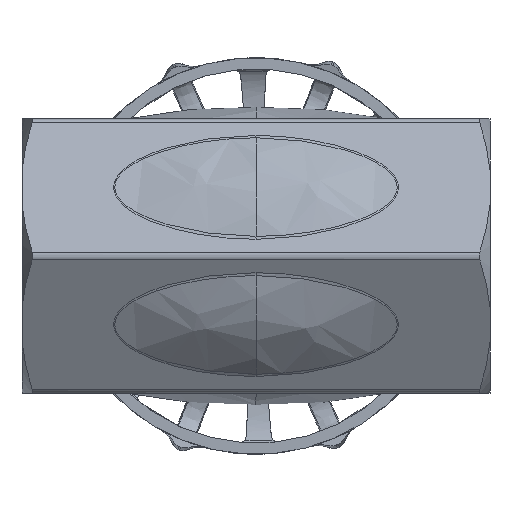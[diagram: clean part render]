
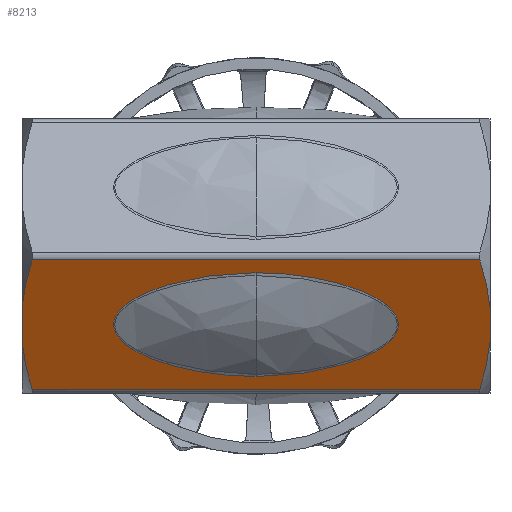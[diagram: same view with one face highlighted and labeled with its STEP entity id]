
A CAD part, front view. The second image highlights one B-rep face of the part: STEP entity #8213.
In plain terms, the highlighted planar face has unit normal (0, -0.866, -0.5).
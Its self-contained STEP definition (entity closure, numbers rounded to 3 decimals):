
#57=(
BOUNDED_CURVE()
B_SPLINE_CURVE(2,(#22954,#22955,#22956),.UNSPECIFIED.,.F.,.F.)
B_SPLINE_CURVE_WITH_KNOTS((3,3),(0.109,1.532),
 .UNSPECIFIED.)
CURVE()
GEOMETRIC_REPRESENTATION_ITEM()
RATIONAL_B_SPLINE_CURVE((1.003,1.019,1.))
REPRESENTATION_ITEM('')
);
#61=(
BOUNDED_CURVE()
B_SPLINE_CURVE(2,(#23038,#23039,#23040),.UNSPECIFIED.,.F.,.F.)
B_SPLINE_CURVE_WITH_KNOTS((3,3),(0.,1.423),.UNSPECIFIED.)
CURVE()
GEOMETRIC_REPRESENTATION_ITEM()
RATIONAL_B_SPLINE_CURVE((1.,1.019,1.003))
REPRESENTATION_ITEM('')
);
#64=(
BOUNDED_CURVE()
B_SPLINE_CURVE(2,(#23340,#23341,#23342),.UNSPECIFIED.,.F.,.F.)
B_SPLINE_CURVE_WITH_KNOTS((3,3),(0.,1.423),.UNSPECIFIED.)
CURVE()
GEOMETRIC_REPRESENTATION_ITEM()
RATIONAL_B_SPLINE_CURVE((1.,1.019,1.003))
REPRESENTATION_ITEM('')
);
#65=(
BOUNDED_CURVE()
B_SPLINE_CURVE(2,(#23345,#23346,#23347),.UNSPECIFIED.,.F.,.F.)
B_SPLINE_CURVE_WITH_KNOTS((3,3),(0.109,1.532),
 .UNSPECIFIED.)
CURVE()
GEOMETRIC_REPRESENTATION_ITEM()
RATIONAL_B_SPLINE_CURVE((1.003,1.019,1.))
REPRESENTATION_ITEM('')
);
#808=B_SPLINE_CURVE_WITH_KNOTS('',3,(#23169,#23170,#23171,#23172,#23173,
#23174,#23175,#23176,#23177,#23178,#23179,#23180,#23181,#23182,#23183,#23184,
#23185,#23186),.UNSPECIFIED.,.F.,.F.,(4,1,1,1,1,1,1,1,1,1,1,1,1,1,1,4),
(-8.305,-7.118,-6.525,-5.932,
-5.339,-4.746,-4.35,-4.152,
-3.955,-3.559,-3.361,-3.164,
-2.768,-2.373,-1.186,0.),.UNSPECIFIED.);
#810=B_SPLINE_CURVE_WITH_KNOTS('',3,(#23275,#23276,#23277,#23278,#23279,
#23280,#23281,#23282,#23283,#23284,#23285,#23286,#23287,#23288,#23289,#23290,
#23291),.UNSPECIFIED.,.F.,.F.,(4,1,1,1,1,1,1,1,1,1,1,1,1,1,4),(-8.305,
-7.118,-6.525,-5.932,-5.339,
-4.746,-4.35,-4.152,-3.955,
-3.559,-3.164,-2.768,-2.373,
-1.186,0.),.UNSPECIFIED.);
#999=FACE_BOUND('',#2581,.T.);
#1125=PLANE('',#8889);
#1382=LINE('',#22946,#1650);
#1385=LINE('',#23018,#1653);
#1389=LINE('',#23339,#1657);
#1390=LINE('',#23344,#1658);
#1650=VECTOR('',#10201,10.);
#1653=VECTOR('',#10212,10.);
#1657=VECTOR('',#10230,10.);
#1658=VECTOR('',#10231,10.);
#2125=FACE_OUTER_BOUND('',#2580,.T.);
#2580=EDGE_LOOP('',(#7196,#7197,#7198,#7199,#7200,#7201,#7202,#7203));
#2581=EDGE_LOOP('',(#7204,#7205));
#3636=VERTEX_POINT('',#22921);
#3639=VERTEX_POINT('',#22935);
#3641=VERTEX_POINT('',#22952);
#3647=VERTEX_POINT('',#23006);
#3648=VERTEX_POINT('',#23017);
#3651=VERTEX_POINT('',#23036);
#3657=VERTEX_POINT('',#23166);
#3658=VERTEX_POINT('',#23168);
#3660=VERTEX_POINT('',#23338);
#3661=VERTEX_POINT('',#23343);
#4828=EDGE_CURVE('',#3639,#3636,#1382,.T.);
#4831=EDGE_CURVE('',#3639,#3641,#57,.T.);
#4839=EDGE_CURVE('',#3647,#3648,#1385,.T.);
#4844=EDGE_CURVE('',#3651,#3647,#61,.T.);
#4852=EDGE_CURVE('',#3657,#3658,#808,.T.);
#4855=EDGE_CURVE('',#3658,#3657,#810,.T.);
#4858=EDGE_CURVE('',#3641,#3660,#1389,.T.);
#4859=EDGE_CURVE('',#3660,#3648,#64,.T.);
#4860=EDGE_CURVE('',#3661,#3651,#1390,.T.);
#4861=EDGE_CURVE('',#3636,#3661,#65,.T.);
#7196=ORIENTED_EDGE('',*,*,#4828,.F.);
#7197=ORIENTED_EDGE('',*,*,#4831,.T.);
#7198=ORIENTED_EDGE('',*,*,#4858,.T.);
#7199=ORIENTED_EDGE('',*,*,#4859,.T.);
#7200=ORIENTED_EDGE('',*,*,#4839,.F.);
#7201=ORIENTED_EDGE('',*,*,#4844,.F.);
#7202=ORIENTED_EDGE('',*,*,#4860,.F.);
#7203=ORIENTED_EDGE('',*,*,#4861,.F.);
#7204=ORIENTED_EDGE('',*,*,#4852,.F.);
#7205=ORIENTED_EDGE('',*,*,#4855,.F.);
#8213=ADVANCED_FACE('',(#2125,#999),#1125,.T.);
#8889=AXIS2_PLACEMENT_3D('',#23337,#10228,#10229);
#10201=DIRECTION('',(1.,0.,0.));
#10212=DIRECTION('',(-1.,0.,0.));
#10228=DIRECTION('center_axis',(0.,-0.866,-0.5));
#10229=DIRECTION('ref_axis',(0.,0.5,-0.866));
#10230=DIRECTION('',(0.,0.5,-0.866));
#10231=DIRECTION('',(0.,0.5,-0.866));
#22921=CARTESIAN_POINT('',(115.439,-39.375,-1.));
#22935=CARTESIAN_POINT('',(2.561,-39.375,-1.));
#22946=CARTESIAN_POINT('',(0.,-39.375,-1.));
#22952=CARTESIAN_POINT('',(0.,-32.441,-13.011));
#22954=CARTESIAN_POINT('Ctrl Pts',(2.561,-39.375,-1.));
#22955=CARTESIAN_POINT('Ctrl Pts',(0.533,-35.701,
-7.364));
#22956=CARTESIAN_POINT('Ctrl Pts',(0.,-32.441,
-13.011));
#23006=CARTESIAN_POINT('',(115.439,-20.554,-33.6));
#23017=CARTESIAN_POINT('',(2.561,-20.554,-33.6));
#23018=CARTESIAN_POINT('',(0.,-20.554,-33.6));
#23036=CARTESIAN_POINT('',(118.,-27.488,-21.589));
#23038=CARTESIAN_POINT('Ctrl Pts',(118.,-27.488,-21.589));
#23039=CARTESIAN_POINT('Ctrl Pts',(117.467,-24.228,-27.236));
#23040=CARTESIAN_POINT('Ctrl Pts',(115.439,-20.554,-33.6));
#23166=CARTESIAN_POINT('',(59.,-37.524,-4.206));
#23168=CARTESIAN_POINT('',(59.,-22.405,-30.394));
#23169=CARTESIAN_POINT('Ctrl Pts',(59.,-37.524,-4.206));
#23170=CARTESIAN_POINT('Ctrl Pts',(55.045,-37.524,-4.206));
#23171=CARTESIAN_POINT('Ctrl Pts',(49.109,-37.28,-4.629));
#23172=CARTESIAN_POINT('Ctrl Pts',(41.373,-36.482,-6.012));
#23173=CARTESIAN_POINT('Ctrl Pts',(35.684,-35.618,-7.507));
#23174=CARTESIAN_POINT('Ctrl Pts',(30.247,-34.416,-9.59));
#23175=CARTESIAN_POINT('Ctrl Pts',(25.858,-32.926,-12.171));
#23176=CARTESIAN_POINT('Ctrl Pts',(23.473,-31.285,-15.013));
#23177=CARTESIAN_POINT('Ctrl Pts',(22.992,-29.964,-17.3));
#23178=CARTESIAN_POINT('Ctrl Pts',(23.476,-28.647,-19.583));
#23179=CARTESIAN_POINT('Ctrl Pts',(25.053,-27.548,-21.485));
#23180=CARTESIAN_POINT('Ctrl Pts',(27.014,-26.67,-23.006));
#23181=CARTESIAN_POINT('Ctrl Pts',(29.158,-25.901,-24.338));
#23182=CARTESIAN_POINT('Ctrl Pts',(32.055,-25.105,-25.717));
#23183=CARTESIAN_POINT('Ctrl Pts',(38.145,-23.838,-27.911));
#23184=CARTESIAN_POINT('Ctrl Pts',(47.143,-22.736,-29.82));
#23185=CARTESIAN_POINT('Ctrl Pts',(55.045,-22.405,-30.394));
#23186=CARTESIAN_POINT('Ctrl Pts',(59.,-22.405,-30.394));
#23275=CARTESIAN_POINT('Ctrl Pts',(59.,-22.405,-30.394));
#23276=CARTESIAN_POINT('Ctrl Pts',(62.955,-22.405,-30.394));
#23277=CARTESIAN_POINT('Ctrl Pts',(68.891,-22.649,-29.971));
#23278=CARTESIAN_POINT('Ctrl Pts',(76.627,-23.447,-28.589));
#23279=CARTESIAN_POINT('Ctrl Pts',(82.316,-24.311,-27.093));
#23280=CARTESIAN_POINT('Ctrl Pts',(87.753,-25.513,-25.01));
#23281=CARTESIAN_POINT('Ctrl Pts',(92.142,-27.003,-22.429));
#23282=CARTESIAN_POINT('Ctrl Pts',(94.526,-28.644,-19.586));
#23283=CARTESIAN_POINT('Ctrl Pts',(95.008,-29.965,-17.3));
#23284=CARTESIAN_POINT('Ctrl Pts',(94.524,-31.283,-15.016));
#23285=CARTESIAN_POINT('Ctrl Pts',(92.551,-32.654,-12.642));
#23286=CARTESIAN_POINT('Ctrl Pts',(89.422,-33.867,-10.54));
#23287=CARTESIAN_POINT('Ctrl Pts',(85.945,-34.824,-8.882));
#23288=CARTESIAN_POINT('Ctrl Pts',(79.856,-36.09,-6.689));
#23289=CARTESIAN_POINT('Ctrl Pts',(70.856,-37.193,-4.779));
#23290=CARTESIAN_POINT('Ctrl Pts',(62.955,-37.524,-4.206));
#23291=CARTESIAN_POINT('Ctrl Pts',(59.,-37.524,-4.206));
#23337=CARTESIAN_POINT('Origin',(0.,-39.953,0.));
#23338=CARTESIAN_POINT('',(0.,-27.488,-21.589));
#23339=CARTESIAN_POINT('',(0.,-39.953,0.));
#23340=CARTESIAN_POINT('Ctrl Pts',(0.,-27.488,
-21.589));
#23341=CARTESIAN_POINT('Ctrl Pts',(0.533,-24.228,
-27.236));
#23342=CARTESIAN_POINT('Ctrl Pts',(2.561,-20.554,-33.6));
#23343=CARTESIAN_POINT('',(118.,-32.441,-13.011));
#23344=CARTESIAN_POINT('',(118.,-39.953,0.));
#23345=CARTESIAN_POINT('Ctrl Pts',(115.439,-39.375,-1.));
#23346=CARTESIAN_POINT('Ctrl Pts',(117.467,-35.701,-7.364));
#23347=CARTESIAN_POINT('Ctrl Pts',(118.,-32.441,-13.011));
